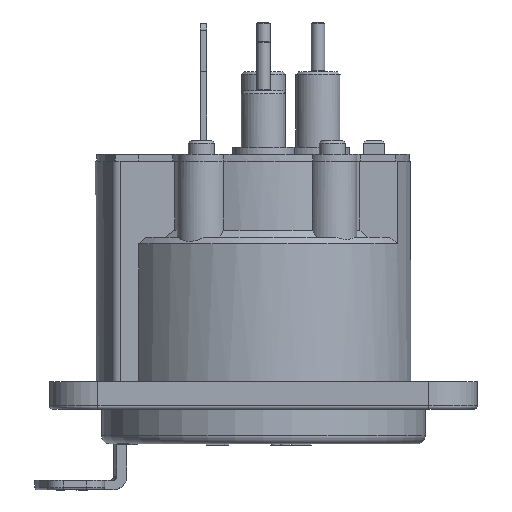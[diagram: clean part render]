
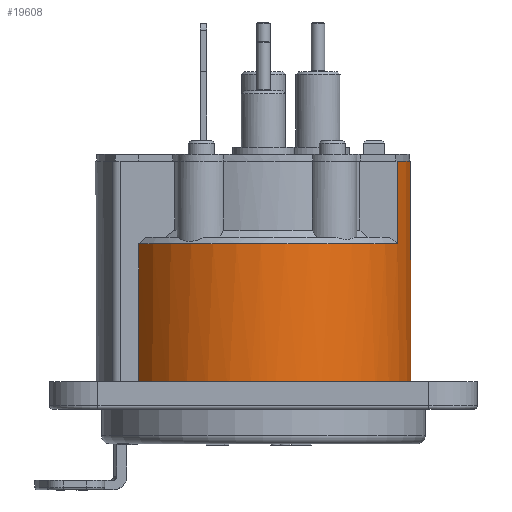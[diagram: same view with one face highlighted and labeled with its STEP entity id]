
A CAD part, front view. The second image highlights one B-rep face of the part: STEP entity #19608.
In plain terms, the highlighted cylindrical face has radius 10.7 mm (diameter 21.4 mm), a partial arc.
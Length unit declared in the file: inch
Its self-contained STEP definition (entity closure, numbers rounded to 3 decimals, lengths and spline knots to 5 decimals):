
#1620=CYLINDRICAL_SURFACE('',#21100,0.42126);
#2425=FACE_OUTER_BOUND('',#3527,.T.);
#3527=EDGE_LOOP('',(#16184,#16185,#16186,#16187,#16188,#16189,#16190,#16191,
#16192,#16193,#16194,#16195,#16196,#16197,#16198,#16199,#16200,#16201,#16202,
#16203));
#4927=LINE('',#33803,#6441);
#4932=LINE('',#33873,#6446);
#4933=LINE('',#33877,#6447);
#4934=LINE('',#33881,#6448);
#4935=LINE('',#33885,#6449);
#4936=LINE('',#33889,#6450);
#4937=LINE('',#33893,#6451);
#4938=LINE('',#33897,#6452);
#4939=LINE('',#33900,#6453);
#4940=LINE('',#33901,#6454);
#6441=VECTOR('',#24881,0.3937);
#6446=VECTOR('',#24926,0.3937);
#6447=VECTOR('',#24929,0.3937);
#6448=VECTOR('',#24932,0.3937);
#6449=VECTOR('',#24935,0.3937);
#6450=VECTOR('',#24938,0.3937);
#6451=VECTOR('',#24941,0.3937);
#6452=VECTOR('',#24944,0.3937);
#6453=VECTOR('',#24947,0.3937);
#6454=VECTOR('',#24948,0.3937);
#7237=CIRCLE('',#20798,0.42126);
#7376=CIRCLE('',#21097,0.42126);
#7377=CIRCLE('',#21099,0.42126);
#7378=CIRCLE('',#21101,0.42126);
#7379=CIRCLE('',#21102,0.42126);
#7380=CIRCLE('',#21103,0.42126);
#7381=CIRCLE('',#21104,0.42126);
#7382=CIRCLE('',#21105,0.42126);
#7383=CIRCLE('',#21106,0.42126);
#7384=CIRCLE('',#21107,0.42126);
#8589=VERTEX_POINT('',#32097);
#8590=VERTEX_POINT('',#32099);
#8902=VERTEX_POINT('',#33799);
#8912=VERTEX_POINT('',#33856);
#8913=VERTEX_POINT('',#33862);
#8914=VERTEX_POINT('',#33866);
#8915=VERTEX_POINT('',#33872);
#8916=VERTEX_POINT('',#33874);
#8917=VERTEX_POINT('',#33876);
#8918=VERTEX_POINT('',#33878);
#8919=VERTEX_POINT('',#33880);
#8920=VERTEX_POINT('',#33882);
#8921=VERTEX_POINT('',#33884);
#8922=VERTEX_POINT('',#33886);
#8923=VERTEX_POINT('',#33888);
#8924=VERTEX_POINT('',#33890);
#8925=VERTEX_POINT('',#33892);
#8926=VERTEX_POINT('',#33894);
#8927=VERTEX_POINT('',#33896);
#8928=VERTEX_POINT('',#33898);
#10931=EDGE_CURVE('',#8590,#8589,#7237,.T.);
#11417=EDGE_CURVE('',#8589,#8902,#4927,.T.);
#11436=EDGE_CURVE('',#8912,#8902,#7376,.T.);
#11438=EDGE_CURVE('',#8913,#8914,#7377,.T.);
#11440=EDGE_CURVE('',#8915,#8912,#4932,.T.);
#11441=EDGE_CURVE('',#8916,#8915,#7378,.T.);
#11442=EDGE_CURVE('',#8917,#8916,#4933,.T.);
#11443=EDGE_CURVE('',#8918,#8917,#7379,.T.);
#11444=EDGE_CURVE('',#8919,#8918,#4934,.T.);
#11445=EDGE_CURVE('',#8920,#8919,#7380,.T.);
#11446=EDGE_CURVE('',#8921,#8920,#4935,.T.);
#11447=EDGE_CURVE('',#8922,#8921,#7381,.T.);
#11448=EDGE_CURVE('',#8923,#8922,#4936,.T.);
#11449=EDGE_CURVE('',#8924,#8923,#7382,.T.);
#11450=EDGE_CURVE('',#8925,#8924,#4937,.T.);
#11451=EDGE_CURVE('',#8926,#8925,#7383,.T.);
#11452=EDGE_CURVE('',#8927,#8926,#4938,.T.);
#11453=EDGE_CURVE('',#8928,#8927,#7384,.T.);
#11454=EDGE_CURVE('',#8914,#8928,#4939,.T.);
#11455=EDGE_CURVE('',#8913,#8590,#4940,.T.);
#16184=ORIENTED_EDGE('',*,*,#11436,.F.);
#16185=ORIENTED_EDGE('',*,*,#11440,.F.);
#16186=ORIENTED_EDGE('',*,*,#11441,.F.);
#16187=ORIENTED_EDGE('',*,*,#11442,.F.);
#16188=ORIENTED_EDGE('',*,*,#11443,.F.);
#16189=ORIENTED_EDGE('',*,*,#11444,.F.);
#16190=ORIENTED_EDGE('',*,*,#11445,.F.);
#16191=ORIENTED_EDGE('',*,*,#11446,.F.);
#16192=ORIENTED_EDGE('',*,*,#11447,.F.);
#16193=ORIENTED_EDGE('',*,*,#11448,.F.);
#16194=ORIENTED_EDGE('',*,*,#11449,.F.);
#16195=ORIENTED_EDGE('',*,*,#11450,.F.);
#16196=ORIENTED_EDGE('',*,*,#11451,.F.);
#16197=ORIENTED_EDGE('',*,*,#11452,.F.);
#16198=ORIENTED_EDGE('',*,*,#11453,.F.);
#16199=ORIENTED_EDGE('',*,*,#11454,.F.);
#16200=ORIENTED_EDGE('',*,*,#11438,.F.);
#16201=ORIENTED_EDGE('',*,*,#11455,.T.);
#16202=ORIENTED_EDGE('',*,*,#10931,.T.);
#16203=ORIENTED_EDGE('',*,*,#11417,.T.);
#19608=ADVANCED_FACE('',(#2425),#1620,.T.);
#20798=AXIS2_PLACEMENT_3D('',#32100,#24058,#24059);
#21097=AXIS2_PLACEMENT_3D('',#33860,#24918,#24919);
#21099=AXIS2_PLACEMENT_3D('',#33867,#24922,#24923);
#21100=AXIS2_PLACEMENT_3D('',#33871,#24924,#24925);
#21101=AXIS2_PLACEMENT_3D('',#33875,#24927,#24928);
#21102=AXIS2_PLACEMENT_3D('',#33879,#24930,#24931);
#21103=AXIS2_PLACEMENT_3D('',#33883,#24933,#24934);
#21104=AXIS2_PLACEMENT_3D('',#33887,#24936,#24937);
#21105=AXIS2_PLACEMENT_3D('',#33891,#24939,#24940);
#21106=AXIS2_PLACEMENT_3D('',#33895,#24942,#24943);
#21107=AXIS2_PLACEMENT_3D('',#33899,#24945,#24946);
#24058=DIRECTION('center_axis',(0.,0.,
-1.));
#24059=DIRECTION('ref_axis',(-0.846,-0.533,0.));
#24881=DIRECTION('',(0.,0.,-1.));
#24918=DIRECTION('center_axis',(0.,0.,
1.));
#24919=DIRECTION('ref_axis',(-0.846,-0.533,0.));
#24922=DIRECTION('center_axis',(0.,0.,
1.));
#24923=DIRECTION('ref_axis',(0.846,0.533,0.));
#24924=DIRECTION('center_axis',(0.,0.,1.));
#24925=DIRECTION('ref_axis',(1.,0.,0.));
#24926=DIRECTION('',(0.,0.,1.));
#24927=DIRECTION('center_axis',(0.,0.,-1.));
#24928=DIRECTION('ref_axis',(0.846,-0.533,0.));
#24929=DIRECTION('',(0.,0.,-1.));
#24930=DIRECTION('center_axis',(0.,0.,-1.));
#24931=DIRECTION('ref_axis',(-0.846,-0.533,0.));
#24932=DIRECTION('',(0.,0.,1.));
#24933=DIRECTION('center_axis',(0.,0.,-1.));
#24934=DIRECTION('ref_axis',(0.846,-0.533,0.));
#24935=DIRECTION('',(0.,0.,-1.));
#24936=DIRECTION('center_axis',(0.,0.,-1.));
#24937=DIRECTION('ref_axis',(-0.846,-0.533,0.));
#24938=DIRECTION('',(0.,0.,1.));
#24939=DIRECTION('center_axis',(0.,0.,-1.));
#24940=DIRECTION('ref_axis',(0.846,-0.533,0.));
#24941=DIRECTION('',(0.,0.,-1.));
#24942=DIRECTION('center_axis',(0.,0.,-1.));
#24943=DIRECTION('ref_axis',(-0.846,-0.533,0.));
#24944=DIRECTION('',(0.,0.,1.));
#24945=DIRECTION('center_axis',(0.,0.,-1.));
#24946=DIRECTION('ref_axis',(0.846,-0.533,0.));
#24947=DIRECTION('',(0.,0.,-1.));
#24948=DIRECTION('',(0.,0.,1.));
#32097=CARTESIAN_POINT('',(0.38219,-0.17717,0.80709));
#32099=CARTESIAN_POINT('',(0.38219,0.17717,0.80709));
#32100=CARTESIAN_POINT('Origin',(0.,0.,
0.80709));
#33799=CARTESIAN_POINT('',(0.38219,-0.17717,0.57087));
#33803=CARTESIAN_POINT('',(0.38219,-0.17717,0.17717));
#33856=CARTESIAN_POINT('',(-0.35651,-0.22441,0.57087));
#33860=CARTESIAN_POINT('Origin',(0.,0.,
0.57087));
#33862=CARTESIAN_POINT('',(0.38219,0.17717,0.57087));
#33866=CARTESIAN_POINT('',(-0.35651,0.22441,0.57087));
#33867=CARTESIAN_POINT('Origin',(0.,0.,
0.57087));
#33871=CARTESIAN_POINT('Origin',(0.,0.,
0.17717));
#33872=CARTESIAN_POINT('',(-0.35651,-0.22441,0.12992));
#33873=CARTESIAN_POINT('',(-0.35651,-0.22441,0.17717));
#33874=CARTESIAN_POINT('',(-0.03543,-0.41977,0.12992));
#33875=CARTESIAN_POINT('Origin',(0.,0.,
0.12992));
#33876=CARTESIAN_POINT('',(-0.03543,-0.41977,0.17717));
#33877=CARTESIAN_POINT('',(-0.03543,-0.41977,0.17717));
#33878=CARTESIAN_POINT('',(0.03543,-0.41977,0.17717));
#33879=CARTESIAN_POINT('Origin',(0.,0.,
0.17717));
#33880=CARTESIAN_POINT('',(0.03543,-0.41977,0.12992));
#33881=CARTESIAN_POINT('',(0.03543,-0.41977,0.17717));
#33882=CARTESIAN_POINT('',(0.41977,-0.03543,0.12992));
#33883=CARTESIAN_POINT('Origin',(0.,0.,
0.12992));
#33884=CARTESIAN_POINT('',(0.41977,-0.03543,0.17717));
#33885=CARTESIAN_POINT('',(0.41977,-0.03543,0.17717));
#33886=CARTESIAN_POINT('',(0.41977,0.03543,0.17717));
#33887=CARTESIAN_POINT('Origin',(0.,0.,
0.17717));
#33888=CARTESIAN_POINT('',(0.41977,0.03543,0.12992));
#33889=CARTESIAN_POINT('',(0.41977,0.03543,0.17717));
#33890=CARTESIAN_POINT('',(0.03543,0.41977,0.12992));
#33891=CARTESIAN_POINT('Origin',(0.,0.,
0.12992));
#33892=CARTESIAN_POINT('',(0.03543,0.41977,0.17717));
#33893=CARTESIAN_POINT('',(0.03543,0.41977,0.17717));
#33894=CARTESIAN_POINT('',(-0.03543,0.41977,0.17717));
#33895=CARTESIAN_POINT('Origin',(0.,0.,
0.17717));
#33896=CARTESIAN_POINT('',(-0.03543,0.41977,0.12992));
#33897=CARTESIAN_POINT('',(-0.03543,0.41977,0.17717));
#33898=CARTESIAN_POINT('',(-0.35651,0.22441,0.12992));
#33899=CARTESIAN_POINT('Origin',(0.,0.,
0.12992));
#33900=CARTESIAN_POINT('',(-0.35651,0.22441,0.17717));
#33901=CARTESIAN_POINT('',(0.38219,0.17717,0.17717));
